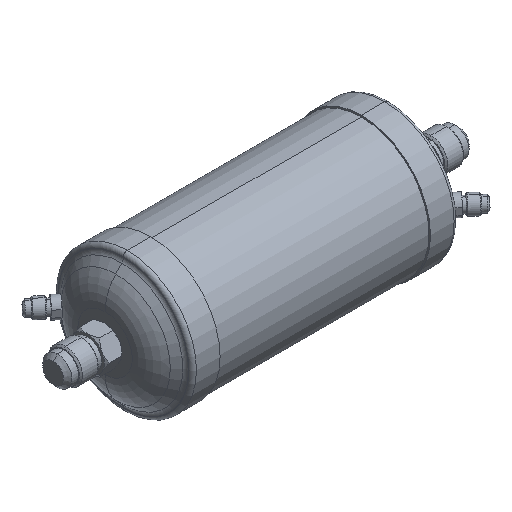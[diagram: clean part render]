
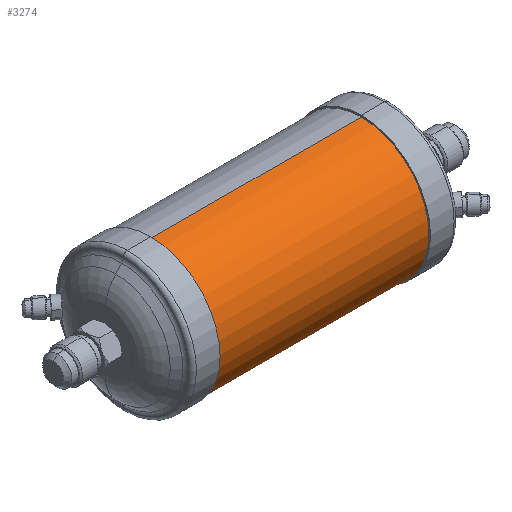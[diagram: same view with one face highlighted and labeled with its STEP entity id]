
A CAD part, isometric view. The second image highlights one B-rep face of the part: STEP entity #3274.
In plain terms, the highlighted cylindrical face has radius 44.45 mm (diameter 88.9 mm), a partial arc.
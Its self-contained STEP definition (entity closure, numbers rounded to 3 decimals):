
#42 = CARTESIAN_POINT ( 'NONE',  ( -69., 0., -44.45 ) ) ;
#48 = DIRECTION ( 'NONE',  ( 1., 0., 0. ) ) ;
#130 = LINE ( 'NONE', #2107, #1236 ) ;
#364 = DIRECTION ( 'NONE',  ( -1., 0., 0. ) ) ;
#439 = EDGE_LOOP ( 'NONE', ( #2134, #3294, #2148, #3017 ) ) ;
#450 = DIRECTION ( 'NONE',  ( -1., 0., 0. ) ) ;
#613 = CIRCLE ( 'NONE', #1165, 44.45 ) ;
#704 = CARTESIAN_POINT ( 'NONE',  ( 85.5, 0., -44.45 ) ) ;
#796 = CARTESIAN_POINT ( 'NONE',  ( 69., 0., 44.45 ) ) ;
#904 = CARTESIAN_POINT ( 'NONE',  ( -69., 0., 44.45 ) ) ;
#1165 = AXIS2_PLACEMENT_3D ( 'NONE', #3004, #364, #1338 ) ;
#1221 = CARTESIAN_POINT ( 'NONE',  ( 85.5, 0., 0. ) ) ;
#1236 = VECTOR ( 'NONE', #450, 1000. ) ;
#1280 = EDGE_CURVE ( 'NONE', #1982, #1314, #3333, .T. ) ;
#1314 = VERTEX_POINT ( 'NONE', #2153 ) ;
#1338 = DIRECTION ( 'NONE',  ( 0., 0., 1. ) ) ;
#1379 = DIRECTION ( 'NONE',  ( 0., 0., -1. ) ) ;
#1443 = EDGE_CURVE ( 'NONE', #1982, #2828, #130, .T. ) ;
#1609 = VECTOR ( 'NONE', #3649, 1000. ) ;
#1664 = LINE ( 'NONE', #704, #1609 ) ;
#1706 = CARTESIAN_POINT ( 'NONE',  ( 69., 0., 0. ) ) ;
#1804 = EDGE_CURVE ( 'NONE', #1314, #1824, #1664, .T. ) ;
#1824 = VERTEX_POINT ( 'NONE', #42 ) ;
#1890 = AXIS2_PLACEMENT_3D ( 'NONE', #1706, #48, #1379 ) ;
#1982 = VERTEX_POINT ( 'NONE', #796 ) ;
#2107 = CARTESIAN_POINT ( 'NONE',  ( 85.5, 0., 44.45 ) ) ;
#2134 = ORIENTED_EDGE ( 'NONE', *, *, #1804, .F. ) ;
#2148 = ORIENTED_EDGE ( 'NONE', *, *, #1443, .T. ) ;
#2153 = CARTESIAN_POINT ( 'NONE',  ( 69., 0., -44.45 ) ) ;
#2534 = DIRECTION ( 'NONE',  ( -1., 0., 0. ) ) ;
#2616 = AXIS2_PLACEMENT_3D ( 'NONE', #1221, #2534, #3841 ) ;
#2828 = VERTEX_POINT ( 'NONE', #904 ) ;
#2983 = EDGE_CURVE ( 'NONE', #1824, #2828, #613, .T. ) ;
#3004 = CARTESIAN_POINT ( 'NONE',  ( -69., 0., 0. ) ) ;
#3017 = ORIENTED_EDGE ( 'NONE', *, *, #2983, .F. ) ;
#3274 = ADVANCED_FACE ( 'NONE', ( #3861 ), #4163, .T. ) ;
#3294 = ORIENTED_EDGE ( 'NONE', *, *, #1280, .F. ) ;
#3333 = CIRCLE ( 'NONE', #1890, 44.45 ) ;
#3649 = DIRECTION ( 'NONE',  ( -1., 0., 0. ) ) ;
#3841 = DIRECTION ( 'NONE',  ( 0., 0., 1. ) ) ;
#3861 = FACE_OUTER_BOUND ( 'NONE', #439, .T. ) ;
#4163 = CYLINDRICAL_SURFACE ( 'NONE', #2616, 44.45 ) ;
